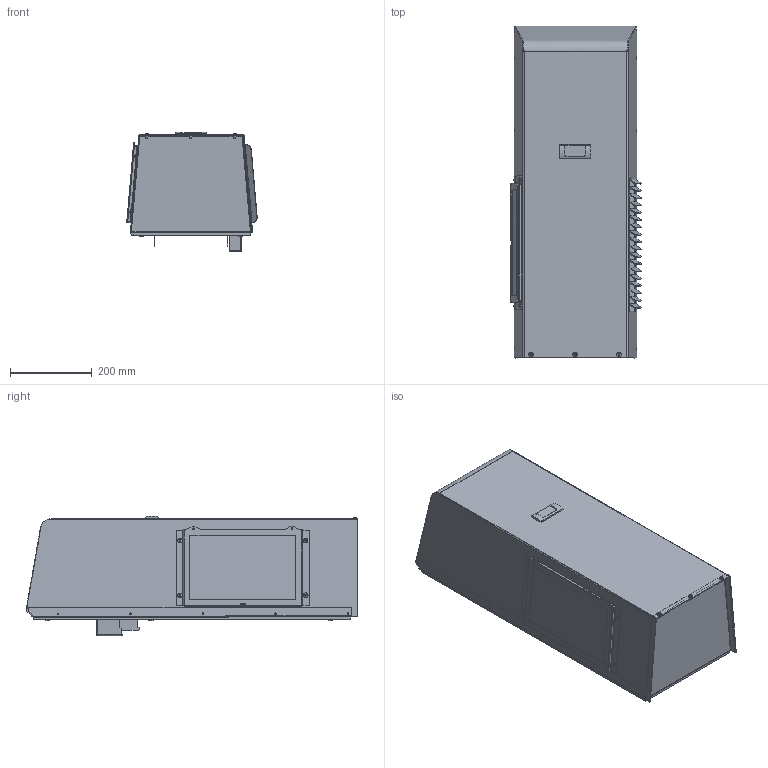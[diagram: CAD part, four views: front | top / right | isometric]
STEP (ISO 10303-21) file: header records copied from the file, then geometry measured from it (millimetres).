
FILE_DESCRIPTION (( 'STEP AP214' ), '1' );
FILE_NAME ('TA10-033-16-4X.STEP', '2023-03-10T12:31:13', ( '' ), ( '' ), 'SwSTEP 2.0', 'SolidWorks 2021', '' );
FILE_SCHEMA (( 'AUTOMOTIVE_DESIGN' ));
Products named in the file (1): TA10-033-16-4X
Bounding box: 319.4 x 813.41 x 293.42 mm (x, y, z)
Volume: 2236438.9 mm3; surface area: 2062640.1 mm2
Topology: 1 solids, 7 shells, 1742 faces, 4798 edges, 3123 vertices
Faces by surface type: plane 1077, cylinder 495, bspline 99, cone 25, torus 23, sphere 23
Full cylindrical faces by diameter (mm): 2.205 x1, 4.039 x11, 4.826 x14, 5.182 x5, 6.299 x4, 8.966 x2, 9.583 x1, 9.754 x1, 23.012 x1, 154.178 x1
Entity records: 64670 total; most frequent: CARTESIAN_POINT 20909, ORIENTED_EDGE 9234, DIRECTION 8581, EDGE_CURVE 4617, LINE 3249, VECTOR 3249, VERTEX_POINT 3048, AXIS2_PLACEMENT_3D 2666
